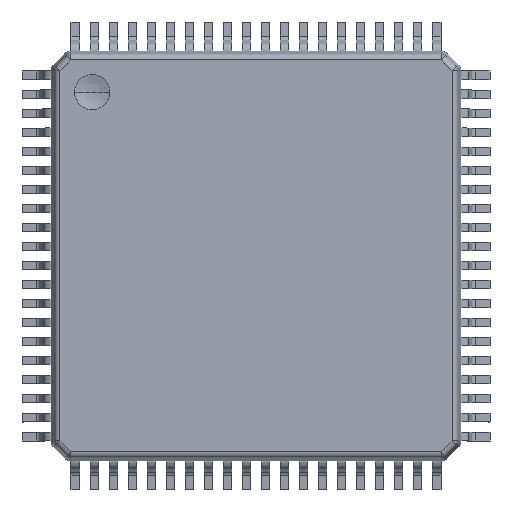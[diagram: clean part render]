
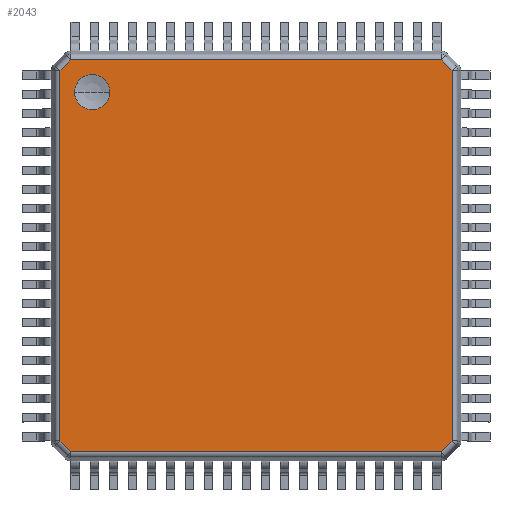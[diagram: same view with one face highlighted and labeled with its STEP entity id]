
A CAD part, top view. The second image highlights one B-rep face of the part: STEP entity #2043.
In plain terms, the highlighted face is planar.
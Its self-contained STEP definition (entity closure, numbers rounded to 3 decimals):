
#589=CARTESIAN_POINT('',(-5.6,0.635,-5.6));
#590=DIRECTION('',(0.,1.,0.));
#591=DIRECTION('',(-1.,0.,0.));
#592=AXIS2_PLACEMENT_3D('',#589,#590,#591);
#597=CARTESIAN_POINT('',(-5.6,0.635,-5.6));
#598=DIRECTION('',(0.,1.,0.));
#599=DIRECTION('',(1.,0.,0.));
#600=AXIS2_PLACEMENT_3D('',#597,#598,#599);
#605=DIRECTION('',(0.,0.,1.));
#606=VECTOR('',#605,12.654);
#607=CARTESIAN_POINT('',(-6.703,0.635,-6.327));
#608=LINE('',#607,#606);
#612=DIRECTION('',(-0.707,0.,0.707));
#613=VECTOR('',#612,0.532);
#614=CARTESIAN_POINT('',(-6.327,0.635,-6.703));
#615=LINE('',#614,#613);
#619=DIRECTION('',(-1.,0.,0.));
#620=VECTOR('',#619,12.654);
#621=CARTESIAN_POINT('',(6.327,0.635,-6.703));
#622=LINE('',#621,#620);
#626=DIRECTION('',(-0.707,0.,-0.707));
#627=VECTOR('',#626,0.532);
#628=CARTESIAN_POINT('',(6.703,0.635,-6.327));
#629=LINE('',#628,#627);
#633=DIRECTION('',(0.,0.,-1.));
#634=VECTOR('',#633,12.654);
#635=CARTESIAN_POINT('',(6.703,0.635,6.327));
#636=LINE('',#635,#634);
#640=DIRECTION('',(0.707,0.,-0.707));
#641=VECTOR('',#640,0.532);
#642=CARTESIAN_POINT('',(6.327,0.635,6.703));
#643=LINE('',#642,#641);
#647=DIRECTION('',(1.,0.,0.));
#648=VECTOR('',#647,12.654);
#649=CARTESIAN_POINT('',(-6.327,0.635,6.703));
#650=LINE('',#649,#648);
#654=DIRECTION('',(0.707,0.,0.707));
#655=VECTOR('',#654,0.532);
#656=CARTESIAN_POINT('',(-6.703,0.635,6.327));
#657=LINE('',#656,#655);
#1278=CARTESIAN_POINT('',(-6.2,0.635,-5.6));
#1279=CARTESIAN_POINT('',(-5.,0.635,-5.6));
#1280=VERTEX_POINT('',#1278);
#1281=VERTEX_POINT('',#1279);
#1312=CARTESIAN_POINT('',(-6.703,0.635,-6.327));
#1313=CARTESIAN_POINT('',(-6.703,0.635,6.327));
#1314=VERTEX_POINT('',#1312);
#1315=VERTEX_POINT('',#1313);
#1316=CARTESIAN_POINT('',(-6.327,0.635,-6.703));
#1317=VERTEX_POINT('',#1316);
#1346=CARTESIAN_POINT('',(6.327,0.635,-6.703));
#1347=VERTEX_POINT('',#1346);
#1352=CARTESIAN_POINT('',(6.703,0.635,-6.327));
#1353=VERTEX_POINT('',#1352);
#1378=CARTESIAN_POINT('',(6.703,0.635,6.327));
#1379=VERTEX_POINT('',#1378);
#1398=CARTESIAN_POINT('',(6.327,0.635,6.703));
#1399=VERTEX_POINT('',#1398);
#1442=CARTESIAN_POINT('',(-6.327,0.635,6.703));
#1443=VERTEX_POINT('',#1442);
#2015=CARTESIAN_POINT('',(0.,0.635,0.));
#2016=DIRECTION('',(0.,1.,0.));
#2017=DIRECTION('',(1.,0.,0.));
#2018=AXIS2_PLACEMENT_3D('',#2015,#2016,#2017);
#2019=PLANE('',#2018);
#2021=ORIENTED_EDGE('',*,*,#2020,.F.);
#2022=ORIENTED_EDGE('',*,*,#2005,.F.);
#2024=ORIENTED_EDGE('',*,*,#2023,.F.);
#2026=ORIENTED_EDGE('',*,*,#2025,.F.);
#2028=ORIENTED_EDGE('',*,*,#2027,.F.);
#2030=ORIENTED_EDGE('',*,*,#2029,.F.);
#2032=ORIENTED_EDGE('',*,*,#2031,.F.);
#2034=ORIENTED_EDGE('',*,*,#2033,.F.);
#2035=EDGE_LOOP('',(#2021,#2022,#2024,#2026,#2028,#2030,#2032,#2034));
#2036=FACE_OUTER_BOUND('',#2035,.F.);
#2038=ORIENTED_EDGE('',*,*,#2037,.T.);
#2040=ORIENTED_EDGE('',*,*,#2039,.T.);
#2041=EDGE_LOOP('',(#2038,#2040));
#2042=FACE_BOUND('',#2041,.F.);
#593=CIRCLE('',#592,0.6);
#601=CIRCLE('',#600,0.6);
#2005=EDGE_CURVE('',#1317,#1314,#615,.T.);
#2020=EDGE_CURVE('',#1314,#1315,#608,.T.);
#2023=EDGE_CURVE('',#1347,#1317,#622,.T.);
#2025=EDGE_CURVE('',#1353,#1347,#629,.T.);
#2027=EDGE_CURVE('',#1379,#1353,#636,.T.);
#2029=EDGE_CURVE('',#1399,#1379,#643,.T.);
#2031=EDGE_CURVE('',#1443,#1399,#650,.T.);
#2033=EDGE_CURVE('',#1315,#1443,#657,.T.);
#2037=EDGE_CURVE('',#1280,#1281,#593,.T.);
#2039=EDGE_CURVE('',#1281,#1280,#601,.T.);
#2043=ADVANCED_FACE('',(#2036,#2042),#2019,.T.);
